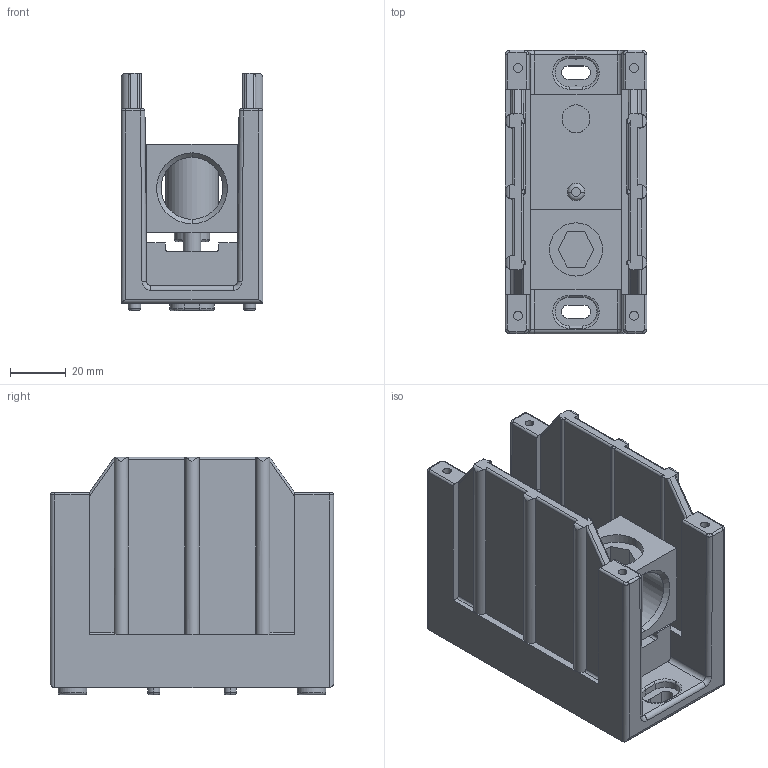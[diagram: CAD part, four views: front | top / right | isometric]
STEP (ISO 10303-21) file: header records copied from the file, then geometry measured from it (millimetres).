
FILE_DESCRIPTION (( 'STEP AP214' ), '1' );
FILE_NAME ('PB4011.STEP', '2014-12-17T20:06:39', ( '' ), ( '' ), 'SwSTEP 2.0', 'SolidWorks 2014', '' );
FILE_SCHEMA (( 'AUTOMOTIVE_DESIGN' ));
Length unit declared in the file: inch
Products named in the file (1): PB4011
Bounding box: 50.8 x 101.6 x 85.09 mm (x, y, z)
Volume: 155747 mm3; surface area: 69000.6 mm2
Topology: 6 solids, 6 shells, 454 faces, 1144 edges, 703 vertices
Faces by surface type: cylinder 210, plane 144, torus 88, bspline 8, cone 4
Entity records: 20669 total; most frequent: CARTESIAN_POINT 3876, DIRECTION 2353, ORIENTED_EDGE 2280, EDGE_CURVE 1140, AXIS2_PLACEMENT_3D 914, VERTEX_POINT 703, VECTOR 525, LINE 525
